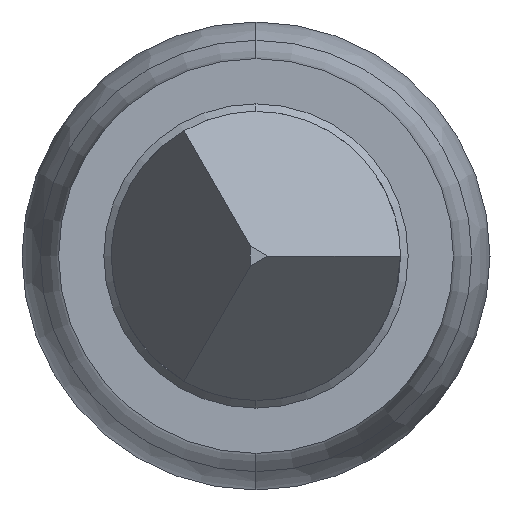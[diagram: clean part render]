
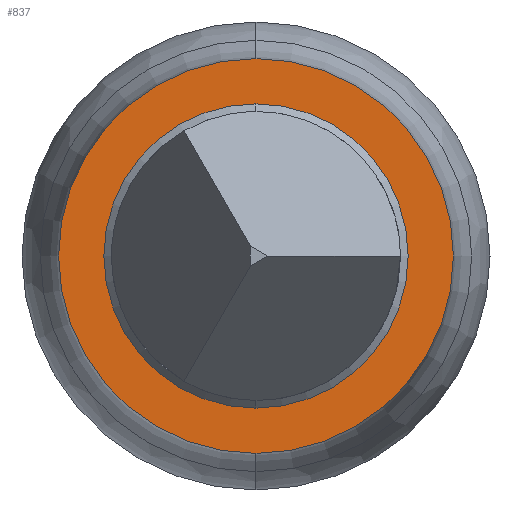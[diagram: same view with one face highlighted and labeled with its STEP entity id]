
A CAD part, left-side view. The second image highlights one B-rep face of the part: STEP entity #837.
In plain terms, the highlighted planar face has unit normal (-1, 0, 0).
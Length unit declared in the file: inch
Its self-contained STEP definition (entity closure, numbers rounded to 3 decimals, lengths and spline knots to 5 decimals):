
#43 = FACE_BOUND ( 'NONE', #754, .T. ) ;
#59 = CARTESIAN_POINT ( 'NONE',  ( 0., 0., 0. ) ) ;
#65 = DIRECTION ( 'NONE',  ( 0., 0., -1. ) ) ;
#182 = CARTESIAN_POINT ( 'NONE',  ( 0., 0., 0. ) ) ;
#207 = CIRCLE ( 'NONE', #1055, 0.01025 ) ;
#216 = CIRCLE ( 'NONE', #1459, 0.0079 ) ;
#259 = VERTEX_POINT ( 'NONE', #638 ) ;
#263 = EDGE_CURVE ( 'NONE', #259, #448, #216, .T. ) ;
#310 = DIRECTION ( 'NONE',  ( 0., 0., -1. ) ) ;
#372 = DIRECTION ( 'NONE',  ( 1., 0., 0. ) ) ;
#388 = AXIS2_PLACEMENT_3D ( 'NONE', #182, #824, #65 ) ;
#415 = DIRECTION ( 'NONE',  ( -1., 0., 0. ) ) ;
#419 = CIRCLE ( 'NONE', #496, 0.01025 ) ;
#424 = PLANE ( 'NONE',  #766 ) ;
#431 = EDGE_CURVE ( 'NONE', #656, #1212, #207, .T. ) ;
#448 = VERTEX_POINT ( 'NONE', #1194 ) ;
#496 = AXIS2_PLACEMENT_3D ( 'NONE', #548, #415, #561 ) ;
#517 = CARTESIAN_POINT ( 'NONE',  ( 0., 0.0125, 0. ) ) ;
#539 = DIRECTION ( 'NONE',  ( -1., 0., 0. ) ) ;
#548 = CARTESIAN_POINT ( 'NONE',  ( 0., 0., 0. ) ) ;
#561 = DIRECTION ( 'NONE',  ( 0., 0., 1. ) ) ;
#606 = DIRECTION ( 'NONE',  ( 0., 0., 1. ) ) ;
#608 = ORIENTED_EDGE ( 'NONE', *, *, #614, .F. ) ;
#614 = EDGE_CURVE ( 'NONE', #448, #259, #1112, .T. ) ;
#638 = CARTESIAN_POINT ( 'NONE',  ( 0., 0., 0.0079 ) ) ;
#656 = VERTEX_POINT ( 'NONE', #1311 ) ;
#679 = ORIENTED_EDGE ( 'NONE', *, *, #431, .T. ) ;
#754 = EDGE_LOOP ( 'NONE', ( #608, #1352 ) ) ;
#766 = AXIS2_PLACEMENT_3D ( 'NONE', #517, #372, #310 ) ;
#824 = DIRECTION ( 'NONE',  ( -1., 0., 0. ) ) ;
#837 = ADVANCED_FACE ( 'NONE', ( #43, #1252 ), #424, .F. ) ;
#925 = DIRECTION ( 'NONE',  ( -1., 0., 0. ) ) ;
#961 = EDGE_CURVE ( 'NONE', #1212, #656, #419, .T. ) ;
#1055 = AXIS2_PLACEMENT_3D ( 'NONE', #59, #925, #606 ) ;
#1076 = CARTESIAN_POINT ( 'NONE',  ( 0., 0., 0.01025 ) ) ;
#1112 = CIRCLE ( 'NONE', #388, 0.0079 ) ;
#1194 = CARTESIAN_POINT ( 'NONE',  ( 0., 0., -0.0079 ) ) ;
#1212 = VERTEX_POINT ( 'NONE', #1076 ) ;
#1246 = EDGE_LOOP ( 'NONE', ( #1455, #679 ) ) ;
#1252 = FACE_OUTER_BOUND ( 'NONE', #1246, .T. ) ;
#1311 = CARTESIAN_POINT ( 'NONE',  ( 0., 0., -0.01025 ) ) ;
#1352 = ORIENTED_EDGE ( 'NONE', *, *, #263, .F. ) ;
#1387 = CARTESIAN_POINT ( 'NONE',  ( 0., 0., 0. ) ) ;
#1401 = DIRECTION ( 'NONE',  ( 0., 0., -1. ) ) ;
#1455 = ORIENTED_EDGE ( 'NONE', *, *, #961, .T. ) ;
#1459 = AXIS2_PLACEMENT_3D ( 'NONE', #1387, #539, #1401 ) ;
